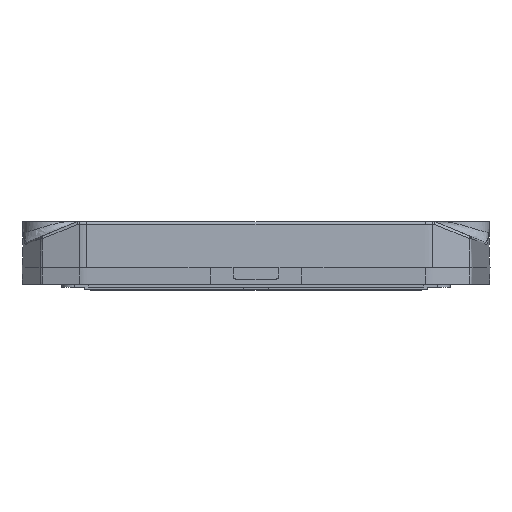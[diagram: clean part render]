
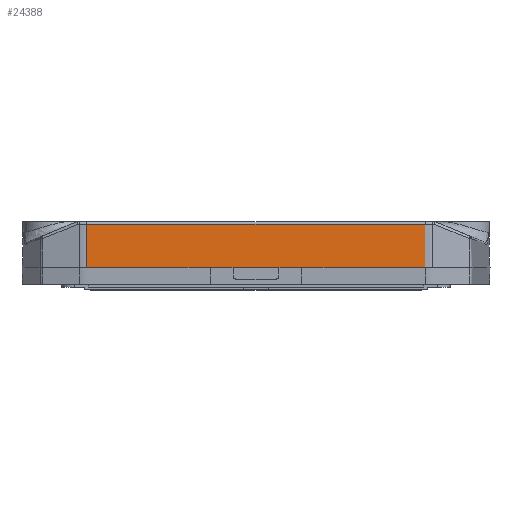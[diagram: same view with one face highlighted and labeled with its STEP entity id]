
A CAD part, front view. The second image highlights one B-rep face of the part: STEP entity #24388.
In plain terms, the highlighted planar face has unit normal (0, -1, 0.026).
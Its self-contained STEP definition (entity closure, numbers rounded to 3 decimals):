
#5624=ORIENTED_EDGE('',*,*,#8672,.F.);
#5625=ORIENTED_EDGE('',*,*,#8228,.T.);
#5626=ORIENTED_EDGE('',*,*,#8226,.F.);
#5627=ORIENTED_EDGE('',*,*,#8358,.F.);
#5628=ORIENTED_EDGE('',*,*,#8799,.T.);
#5629=ORIENTED_EDGE('',*,*,#8801,.T.);
#5630=ORIENTED_EDGE('',*,*,#8536,.T.);
#5631=ORIENTED_EDGE('',*,*,#9035,.F.);
#5632=ORIENTED_EDGE('',*,*,#8530,.F.);
#5633=ORIENTED_EDGE('',*,*,#8670,.F.);
#8226=EDGE_CURVE('',#10311,#10263,#11876,.T.);
#8228=EDGE_CURVE('',#10429,#10263,#11877,.F.);
#8358=EDGE_CURVE('',#10521,#10311,#11938,.F.);
#8530=EDGE_CURVE('',#10660,#10661,#11982,.T.);
#8536=EDGE_CURVE('',#10667,#10666,#11986,.T.);
#8670=EDGE_CURVE('',#10744,#10660,#12055,.T.);
#8672=EDGE_CURVE('',#10429,#10744,#12057,.T.);
#8799=EDGE_CURVE('',#10521,#10807,#12127,.T.);
#8801=EDGE_CURVE('',#10807,#10667,#12129,.T.);
#9035=EDGE_CURVE('',#10661,#10666,#12237,.T.);
#10263=VERTEX_POINT('',#33335);
#10311=VERTEX_POINT('',#33743);
#10429=VERTEX_POINT('',#34497);
#10521=VERTEX_POINT('',#34863);
#10660=VERTEX_POINT('',#37030);
#10661=VERTEX_POINT('',#37031);
#10666=VERTEX_POINT('',#37041);
#10667=VERTEX_POINT('',#37043);
#10744=VERTEX_POINT('',#37563);
#10807=VERTEX_POINT('',#37987);
#11876=LINE('',#34491,#13188);
#11877=LINE('',#34498,#13189);
#11938=LINE('',#34864,#13250);
#11982=LINE('',#37029,#13294);
#11986=LINE('',#37042,#13298);
#12055=LINE('',#37564,#13367);
#12057=LINE('',#37568,#13369);
#12127=LINE('',#37988,#13439);
#12129=LINE('',#37991,#13441);
#12237=LINE('',#40667,#13549);
#13188=VECTOR('',#28700,1000.);
#13189=VECTOR('',#28703,1000.);
#13250=VECTOR('',#28918,1000.);
#13294=VECTOR('',#29084,1000.);
#13298=VECTOR('',#29092,1000.);
#13367=VECTOR('',#29307,1000.);
#13369=VECTOR('',#29311,1000.);
#13439=VECTOR('',#29557,1000.);
#13441=VECTOR('',#29561,1000.);
#13549=VECTOR('',#29849,1000.);
#14713=EDGE_LOOP('',(#5624,#5625,#5626,#5627,#5628,#5629,#5630,#5631,#5632,
#5633));
#15837=FACE_BOUND('',#14713,.T.);
#16399=PLANE('',#25947);
#24388=ADVANCED_FACE('',(#15837),#16399,.T.);
#25947=AXIS2_PLACEMENT_3D('',#40666,#29847,#29848);
#28700=DIRECTION('',(1.,0.,0.));
#28703=DIRECTION('',(0.006,-0.026,-1.));
#28918=DIRECTION('',(-0.006,-0.026,-1.));
#29084=DIRECTION('',(-1.,0.,0.));
#29092=DIRECTION('',(1.,0.,0.));
#29307=DIRECTION('',(-1.,0.,0.));
#29311=DIRECTION('',(-1.,0.,0.));
#29557=DIRECTION('',(1.,0.,0.));
#29561=DIRECTION('',(1.,0.,0.));
#29847=DIRECTION('',(0.,-1.,0.026));
#29848=DIRECTION('',(0.,0.026,1.));
#29849=DIRECTION('',(-1.,0.,0.));
#33335=CARTESIAN_POINT('',(29.469,-30.58,10.513));
#33743=CARTESIAN_POINT('',(-29.469,-30.58,10.513));
#34491=CARTESIAN_POINT('',(27.533,-30.58,10.513));
#34497=CARTESIAN_POINT('',(29.513,-30.776,3.));
#34498=CARTESIAN_POINT('',(29.512,-30.775,3.067));
#34863=CARTESIAN_POINT('',(-29.513,-30.776,3.));
#34864=CARTESIAN_POINT('',(-29.512,-30.775,3.067));
#37029=CARTESIAN_POINT('',(17.961,-30.776,3.));
#37030=CARTESIAN_POINT('',(8.,-30.776,3.));
#37031=CARTESIAN_POINT('',(4.,-30.776,3.));
#37041=CARTESIAN_POINT('',(-4.,-30.776,3.));
#37042=CARTESIAN_POINT('',(-17.961,-30.776,3.));
#37043=CARTESIAN_POINT('',(-8.,-30.776,3.));
#37563=CARTESIAN_POINT('',(29.513,-30.776,3.));
#37564=CARTESIAN_POINT('',(17.961,-30.776,3.));
#37568=CARTESIAN_POINT('',(17.961,-30.776,3.));
#37987=CARTESIAN_POINT('',(-29.513,-30.776,3.));
#37988=CARTESIAN_POINT('',(-17.961,-30.776,3.));
#37991=CARTESIAN_POINT('',(-17.961,-30.776,3.));
#40666=CARTESIAN_POINT('',(17.961,-30.776,3.));
#40667=CARTESIAN_POINT('',(-17.961,-30.776,3.));
